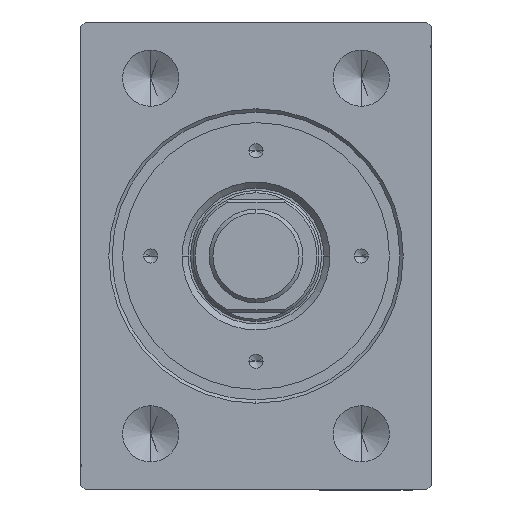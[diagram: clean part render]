
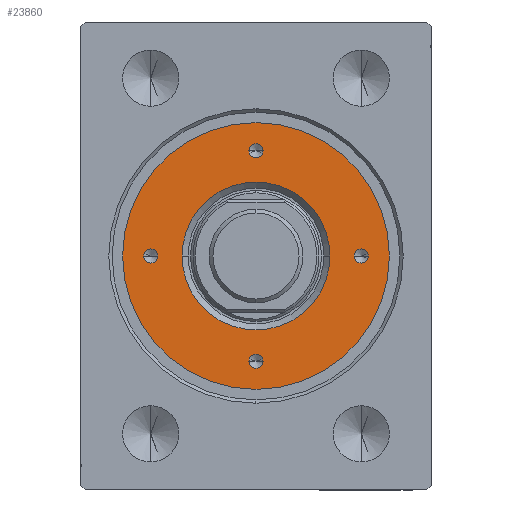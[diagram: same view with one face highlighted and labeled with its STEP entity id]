
A CAD part, left-side view. The second image highlights one B-rep face of the part: STEP entity #23860.
In plain terms, the highlighted face is planar.
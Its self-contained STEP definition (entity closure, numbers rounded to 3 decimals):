
#120 = DIRECTION ( 'NONE',  ( 0., 0., 1. ) ) ;
#341 = CIRCLE ( 'NONE', #6822, 1.5 ) ;
#350 = CARTESIAN_POINT ( 'NONE',  ( -22.5, 0., 83.8 ) ) ;
#551 = CARTESIAN_POINT ( 'NONE',  ( 1.5, -22.5, 83.8 ) ) ;
#582 = CARTESIAN_POINT ( 'NONE',  ( 0., 0., 83.8 ) ) ;
#1279 = DIRECTION ( 'NONE',  ( 0., 0., 1. ) ) ;
#2433 = DIRECTION ( 'NONE',  ( 0., 0., -1. ) ) ;
#2639 = EDGE_LOOP ( 'NONE', ( #11949, #36872 ) ) ;
#2833 = CIRCLE ( 'NONE', #43651, 15.8 ) ;
#3259 = DIRECTION ( 'NONE',  ( 1., 0., 0. ) ) ;
#3302 = VERTEX_POINT ( 'NONE', #39897 ) ;
#3495 = VERTEX_POINT ( 'NONE', #27578 ) ;
#3641 = DIRECTION ( 'NONE',  ( 1., 0., 0. ) ) ;
#4052 = EDGE_CURVE ( 'NONE', #40836, #19405, #6586, .T. ) ;
#4386 = FACE_BOUND ( 'NONE', #42806, .T. ) ;
#4624 = ORIENTED_EDGE ( 'NONE', *, *, #25637, .T. ) ;
#6586 = CIRCLE ( 'NONE', #18033, 1.5 ) ;
#6779 = ORIENTED_EDGE ( 'NONE', *, *, #14016, .T. ) ;
#6822 = AXIS2_PLACEMENT_3D ( 'NONE', #24940, #34573, #3641 ) ;
#7326 = CARTESIAN_POINT ( 'NONE',  ( 24., 0., 83.8 ) ) ;
#7963 = DIRECTION ( 'NONE',  ( 0., 0., 1. ) ) ;
#7977 = VERTEX_POINT ( 'NONE', #27078 ) ;
#8405 = CARTESIAN_POINT ( 'NONE',  ( -22.5, 0., 83.8 ) ) ;
#8576 = EDGE_CURVE ( 'NONE', #3302, #18847, #18764, .T. ) ;
#8605 = CIRCLE ( 'NONE', #20058, 28.5 ) ;
#9513 = DIRECTION ( 'NONE',  ( 0., 0., 1. ) ) ;
#10246 = FACE_OUTER_BOUND ( 'NONE', #43374, .T. ) ;
#10454 = DIRECTION ( 'NONE',  ( 1., 0., 0. ) ) ;
#10561 = AXIS2_PLACEMENT_3D ( 'NONE', #31485, #120, #40689 ) ;
#10893 = DIRECTION ( 'NONE',  ( 0., 0., 1. ) ) ;
#11051 = CARTESIAN_POINT ( 'NONE',  ( -1.5, -22.5, 83.8 ) ) ;
#11741 = ORIENTED_EDGE ( 'NONE', *, *, #25023, .T. ) ;
#11949 = ORIENTED_EDGE ( 'NONE', *, *, #12261, .F. ) ;
#12261 = EDGE_CURVE ( 'NONE', #18847, #3302, #341, .T. ) ;
#12373 = CARTESIAN_POINT ( 'NONE',  ( -21., 0., 83.8 ) ) ;
#12654 = ORIENTED_EDGE ( 'NONE', *, *, #40473, .F. ) ;
#12793 = AXIS2_PLACEMENT_3D ( 'NONE', #8405, #7963, #24781 ) ;
#13021 = CARTESIAN_POINT ( 'NONE',  ( 0., 0., 83.8 ) ) ;
#13043 = AXIS2_PLACEMENT_3D ( 'NONE', #43766, #33460, #13081 ) ;
#13081 = DIRECTION ( 'NONE',  ( 1., 0., 0. ) ) ;
#13243 = DIRECTION ( 'NONE',  ( 0., 0., 1. ) ) ;
#13280 = VERTEX_POINT ( 'NONE', #42134 ) ;
#13601 = DIRECTION ( 'NONE',  ( 0., 0., 1. ) ) ;
#14016 = EDGE_CURVE ( 'NONE', #13280, #37304, #25437, .T. ) ;
#15610 = DIRECTION ( 'NONE',  ( 1., 0., 0. ) ) ;
#15618 = CIRCLE ( 'NONE', #39932, 1.5 ) ;
#15713 = EDGE_LOOP ( 'NONE', ( #27053, #34053 ) ) ;
#16136 = AXIS2_PLACEMENT_3D ( 'NONE', #20660, #31612, #20440 ) ;
#16681 = DIRECTION ( 'NONE',  ( 1., 0., 0. ) ) ;
#16912 = ORIENTED_EDGE ( 'NONE', *, *, #23047, .F. ) ;
#16984 = CIRCLE ( 'NONE', #10561, 1.5 ) ;
#17085 = CIRCLE ( 'NONE', #23559, 1.5 ) ;
#18033 = AXIS2_PLACEMENT_3D ( 'NONE', #31480, #20971, #3259 ) ;
#18059 = FACE_BOUND ( 'NONE', #42869, .T. ) ;
#18764 = CIRCLE ( 'NONE', #13043, 1.5 ) ;
#18847 = VERTEX_POINT ( 'NONE', #30879 ) ;
#19253 = CIRCLE ( 'NONE', #12793, 1.5 ) ;
#19405 = VERTEX_POINT ( 'NONE', #7326 ) ;
#20029 = CIRCLE ( 'NONE', #27899, 28.5 ) ;
#20058 = AXIS2_PLACEMENT_3D ( 'NONE', #29680, #9513, #16681 ) ;
#20143 = CARTESIAN_POINT ( 'NONE',  ( 0., 0., 83.8 ) ) ;
#20262 = EDGE_CURVE ( 'NONE', #37948, #37194, #15618, .T. ) ;
#20440 = DIRECTION ( 'NONE',  ( 1., 0., 0. ) ) ;
#20660 = CARTESIAN_POINT ( 'NONE',  ( 0., 0., 83.8 ) ) ;
#20971 = DIRECTION ( 'NONE',  ( 0., 0., 1. ) ) ;
#22726 = CARTESIAN_POINT ( 'NONE',  ( 15.8, 0., 83.8 ) ) ;
#23047 = EDGE_CURVE ( 'NONE', #35195, #32674, #19253, .T. ) ;
#23559 = AXIS2_PLACEMENT_3D ( 'NONE', #350, #10893, #10454 ) ;
#23860 = ADVANCED_FACE ( 'NONE', ( #24790, #23922, #38444, #4386, #18059, #10246 ), #37782, .T. ) ;
#23922 = FACE_BOUND ( 'NONE', #2639, .T. ) ;
#24781 = DIRECTION ( 'NONE',  ( 1., 0., 0. ) ) ;
#24790 = FACE_BOUND ( 'NONE', #37418, .T. ) ;
#24940 = CARTESIAN_POINT ( 'NONE',  ( 0., 22.5, 83.8 ) ) ;
#25023 = EDGE_CURVE ( 'NONE', #37304, #13280, #2833, .T. ) ;
#25437 = CIRCLE ( 'NONE', #16136, 15.8 ) ;
#25637 = EDGE_CURVE ( 'NONE', #3495, #7977, #8605, .T. ) ;
#26335 = EDGE_CURVE ( 'NONE', #32674, #35195, #17085, .T. ) ;
#26692 = DIRECTION ( 'NONE',  ( 1., 0., 0. ) ) ;
#26866 = DIRECTION ( 'NONE',  ( 1., 0., 0. ) ) ;
#27053 = ORIENTED_EDGE ( 'NONE', *, *, #33487, .F. ) ;
#27078 = CARTESIAN_POINT ( 'NONE',  ( 28.5, 0., 83.8 ) ) ;
#27275 = DIRECTION ( 'NONE',  ( 1., 0., 0. ) ) ;
#27578 = CARTESIAN_POINT ( 'NONE',  ( -28.5, 0., 83.8 ) ) ;
#27895 = ORIENTED_EDGE ( 'NONE', *, *, #29006, .T. ) ;
#27899 = AXIS2_PLACEMENT_3D ( 'NONE', #13021, #13243, #26692 ) ;
#28629 = DIRECTION ( 'NONE',  ( 1., 0., 0. ) ) ;
#29006 = EDGE_CURVE ( 'NONE', #7977, #3495, #20029, .T. ) ;
#29680 = CARTESIAN_POINT ( 'NONE',  ( 0., 0., 83.8 ) ) ;
#30879 = CARTESIAN_POINT ( 'NONE',  ( 1.5, 22.5, 83.8 ) ) ;
#31480 = CARTESIAN_POINT ( 'NONE',  ( 22.5, 0., 83.8 ) ) ;
#31485 = CARTESIAN_POINT ( 'NONE',  ( 22.5, 0., 83.8 ) ) ;
#31612 = DIRECTION ( 'NONE',  ( 0., 0., -1. ) ) ;
#32674 = VERTEX_POINT ( 'NONE', #12373 ) ;
#32875 = AXIS2_PLACEMENT_3D ( 'NONE', #582, #13601, #27275 ) ;
#33460 = DIRECTION ( 'NONE',  ( 0., 0., 1. ) ) ;
#33487 = EDGE_CURVE ( 'NONE', #19405, #40836, #16984, .T. ) ;
#34053 = ORIENTED_EDGE ( 'NONE', *, *, #4052, .F. ) ;
#34542 = ORIENTED_EDGE ( 'NONE', *, *, #26335, .F. ) ;
#34573 = DIRECTION ( 'NONE',  ( 0., 0., 1. ) ) ;
#35195 = VERTEX_POINT ( 'NONE', #38398 ) ;
#36872 = ORIENTED_EDGE ( 'NONE', *, *, #8576, .F. ) ;
#37194 = VERTEX_POINT ( 'NONE', #551 ) ;
#37304 = VERTEX_POINT ( 'NONE', #22726 ) ;
#37418 = EDGE_LOOP ( 'NONE', ( #34542, #16912 ) ) ;
#37782 = PLANE ( 'NONE',  #32875 ) ;
#37948 = VERTEX_POINT ( 'NONE', #11051 ) ;
#38398 = CARTESIAN_POINT ( 'NONE',  ( -24., 0., 83.8 ) ) ;
#38444 = FACE_BOUND ( 'NONE', #15713, .T. ) ;
#39138 = CARTESIAN_POINT ( 'NONE',  ( 0., -22.5, 83.8 ) ) ;
#39344 = CARTESIAN_POINT ( 'NONE',  ( 0., -22.5, 83.8 ) ) ;
#39897 = CARTESIAN_POINT ( 'NONE',  ( -1.5, 22.5, 83.8 ) ) ;
#39932 = AXIS2_PLACEMENT_3D ( 'NONE', #39344, #42049, #15610 ) ;
#40412 = AXIS2_PLACEMENT_3D ( 'NONE', #39138, #1279, #28629 ) ;
#40473 = EDGE_CURVE ( 'NONE', #37194, #37948, #42593, .T. ) ;
#40689 = DIRECTION ( 'NONE',  ( 1., 0., 0. ) ) ;
#40836 = VERTEX_POINT ( 'NONE', #41919 ) ;
#41919 = CARTESIAN_POINT ( 'NONE',  ( 21., 0., 83.8 ) ) ;
#42049 = DIRECTION ( 'NONE',  ( 0., 0., 1. ) ) ;
#42134 = CARTESIAN_POINT ( 'NONE',  ( -15.8, 0., 83.8 ) ) ;
#42365 = ORIENTED_EDGE ( 'NONE', *, *, #20262, .F. ) ;
#42593 = CIRCLE ( 'NONE', #40412, 1.5 ) ;
#42806 = EDGE_LOOP ( 'NONE', ( #12654, #42365 ) ) ;
#42869 = EDGE_LOOP ( 'NONE', ( #11741, #6779 ) ) ;
#43374 = EDGE_LOOP ( 'NONE', ( #4624, #27895 ) ) ;
#43651 = AXIS2_PLACEMENT_3D ( 'NONE', #20143, #2433, #26866 ) ;
#43766 = CARTESIAN_POINT ( 'NONE',  ( 0., 22.5, 83.8 ) ) ;
